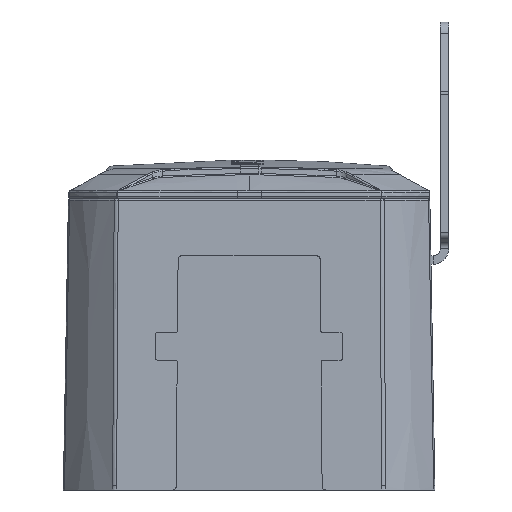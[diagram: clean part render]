
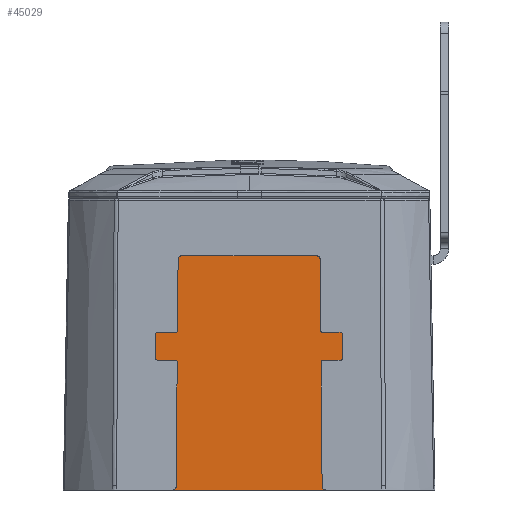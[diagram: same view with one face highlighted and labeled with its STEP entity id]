
A CAD part, front view. The second image highlights one B-rep face of the part: STEP entity #45029.
In plain terms, the highlighted planar face has unit normal (0, -1, -0.009).
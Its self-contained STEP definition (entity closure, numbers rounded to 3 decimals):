
#71 = ORIENTED_EDGE ( 'NONE', *, *, #28641, .F. ) ;
#133 = EDGE_CURVE ( 'NONE', #46856, #29358, #27286, .T. ) ;
#2352 = CARTESIAN_POINT ( 'NONE',  ( -126.58, -2.898, 16.474 ) ) ;
#2561 = CARTESIAN_POINT ( 'NONE',  ( -126.585, -2.902, 16.981 ) ) ;
#4209 = VECTOR ( 'NONE', #47328, 1000. ) ;
#6201 = CARTESIAN_POINT ( 'NONE',  ( -153.38, -2.902, 16.97 ) ) ;
#6652 = EDGE_LOOP ( 'NONE', ( #71, #16806, #50122, #33309, #38307, #17397 ) ) ;
#6846 = CARTESIAN_POINT ( 'NONE',  ( -126.583, -2.9, 16.765 ) ) ;
#8631 = EDGE_CURVE ( 'NONE', #35196, #46856, #43117, .T. ) ;
#9325 = VECTOR ( 'NONE', #12367, 1000. ) ;
#10535 = CARTESIAN_POINT ( 'NONE',  ( -127.08, -2.902, 16.97 ) ) ;
#10565 = DIRECTION ( 'NONE',  ( 0., -1., -0.009 ) ) ;
#12274 = CARTESIAN_POINT ( 'NONE',  ( -153.589, -2.898, 16.474 ) ) ;
#12367 = DIRECTION ( 'NONE',  ( -0.009, 0.009, -1. ) ) ;
#16806 = ORIENTED_EDGE ( 'NONE', *, *, #8631, .T. ) ;
#17397 = ORIENTED_EDGE ( 'NONE', *, *, #44321, .T. ) ;
#18097 = CARTESIAN_POINT ( 'NONE',  ( -130.085, -2.902, 16.97 ) ) ;
#18325 = CARTESIAN_POINT ( 'NONE',  ( -153.589, -2.898, 16.474 ) ) ;
#19610 = VERTEX_POINT ( 'NONE', #35269 ) ;
#19696 = CARTESIAN_POINT ( 'NONE',  ( -126.296, -2.614, -16.03 ) ) ;
#21215 = CARTESIAN_POINT ( 'NONE',  ( -153.089, -2.902, 16.97 ) ) ;
#22035 = LINE ( 'NONE', #18097, #42833 ) ;
#22817 = AXIS2_PLACEMENT_3D ( 'NONE', #34289, #10565, #42707 ) ;
#23961 = LINE ( 'NONE', #40046, #9325 ) ;
#27265 = VERTEX_POINT ( 'NONE', #12274 ) ;
#27286 =( BOUNDED_CURVE ( )  B_SPLINE_CURVE ( 3, ( #30568, #6846, #30307, #10535 ),
 .UNSPECIFIED., .F., .F. ) 
 B_SPLINE_CURVE_WITH_KNOTS ( ( 4, 4 ),
 ( 4.721, 6.283 ),
 .UNSPECIFIED. ) 
 CURVE ( )  GEOMETRIC_REPRESENTATION_ITEM ( )  RATIONAL_B_SPLINE_CURVE ( ( 1., 0.807, 0.807, 1. ) ) 
 REPRESENTATION_ITEM ( '' )  );
#28641 = EDGE_CURVE ( 'NONE', #35196, #43468, #37187, .T. ) ;
#29358 = VERTEX_POINT ( 'NONE', #29615 ) ;
#29615 = CARTESIAN_POINT ( 'NONE',  ( -127.08, -2.902, 16.97 ) ) ;
#29802 = CARTESIAN_POINT ( 'NONE',  ( -130.085, -2.614, -16.03 ) ) ;
#30307 = CARTESIAN_POINT ( 'NONE',  ( -126.789, -2.902, 16.97 ) ) ;
#30568 = CARTESIAN_POINT ( 'NONE',  ( -126.58, -2.898, 16.474 ) ) ;
#33309 = ORIENTED_EDGE ( 'NONE', *, *, #39746, .F. ) ;
#33508 = FACE_OUTER_BOUND ( 'NONE', #6652, .T. ) ;
#34160 = DIRECTION ( 'NONE',  ( 1., 0., 0. ) ) ;
#34289 = CARTESIAN_POINT ( 'NONE',  ( -130.085, -2.902, 16.97 ) ) ;
#35196 = VERTEX_POINT ( 'NONE', #19696 ) ;
#35269 = CARTESIAN_POINT ( 'NONE',  ( -153.089, -2.902, 16.97 ) ) ;
#36990 = CARTESIAN_POINT ( 'NONE',  ( -153.873, -2.614, -16.03 ) ) ;
#37187 = LINE ( 'NONE', #29802, #47026 ) ;
#38238 = DIRECTION ( 'NONE',  ( -1., 0., 0. ) ) ;
#38307 = ORIENTED_EDGE ( 'NONE', *, *, #43201, .T. ) ;
#39746 = EDGE_CURVE ( 'NONE', #19610, #29358, #22035, .T. ) ;
#40046 = CARTESIAN_POINT ( 'NONE',  ( -153.585, -2.902, 16.981 ) ) ;
#42707 = DIRECTION ( 'NONE',  ( 0., 0.009, -1. ) ) ;
#42833 = VECTOR ( 'NONE', #34160, 1000. ) ;
#43117 = LINE ( 'NONE', #2561, #4209 ) ;
#43201 = EDGE_CURVE ( 'NONE', #19610, #27265, #43828, .T. ) ;
#43468 = VERTEX_POINT ( 'NONE', #36990 ) ;
#43828 =( BOUNDED_CURVE ( )  B_SPLINE_CURVE ( 3, ( #21215, #6201, #46501, #18325 ),
 .UNSPECIFIED., .F., .F. ) 
 B_SPLINE_CURVE_WITH_KNOTS ( ( 4, 4 ),
 ( 0., 1.562 ),
 .UNSPECIFIED. ) 
 CURVE ( )  GEOMETRIC_REPRESENTATION_ITEM ( )  RATIONAL_B_SPLINE_CURVE ( ( 1., 0.807, 0.807, 1. ) ) 
 REPRESENTATION_ITEM ( '' )  );
#44321 = EDGE_CURVE ( 'NONE', #27265, #43468, #23961, .T. ) ;
#45029 = ADVANCED_FACE ( 'NONE', ( #33508 ), #49580, .T. ) ;
#46501 = CARTESIAN_POINT ( 'NONE',  ( -153.587, -2.9, 16.765 ) ) ;
#46856 = VERTEX_POINT ( 'NONE', #2352 ) ;
#47026 = VECTOR ( 'NONE', #38238, 1000. ) ;
#47328 = DIRECTION ( 'NONE',  ( -0.009, -0.009, 1. ) ) ;
#49580 = PLANE ( 'NONE',  #22817 ) ;
#50122 = ORIENTED_EDGE ( 'NONE', *, *, #133, .T. ) ;
